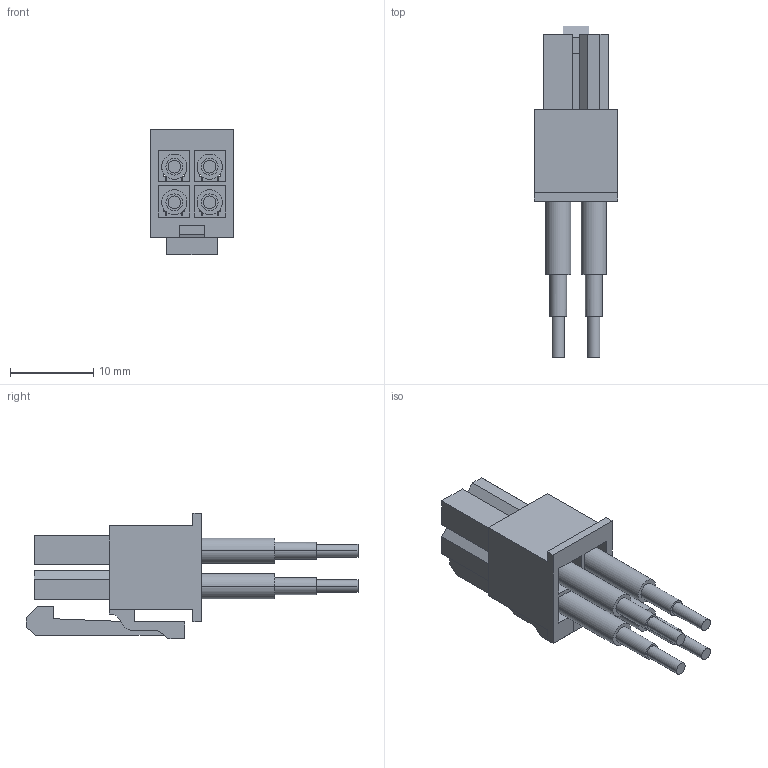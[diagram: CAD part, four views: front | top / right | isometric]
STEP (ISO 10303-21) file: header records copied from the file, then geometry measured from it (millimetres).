
FILE_DESCRIPTION (( 'STEP AP214' ), '1' );
FILE_NAME ('ATX-12V-4-Pin.STEP', '2015-07-22T07:44:34', ( '' ), ( '' ), 'SwSTEP 2.0', 'SolidWorks 2015', '' );
FILE_SCHEMA (( 'AUTOMOTIVE_DESIGN' ));
Length unit declared in the file: millimetre
Products named in the file (13): ATX-Main-24-Pin-crimp; ATX-12V-4-Pin-Body; ATX-12V-4-Pin; Kabelstueck-750痠
Assembly tree (9 placements, depth 2):
  ATX-Main-24-Pin-crimp
  ATX-Main-24-Pin-crimp
  ATX-Main-24-Pin-crimp
  ATX-12V-4-Pin-Body
  ATX-12V-4-Pin
    ATX-12V-4-Pin-Body
    ATX-Main-24-Pin-crimp  x4
    Kabelstueck-750痠  x4
Bounding box: 10 x 39.77 x 15 mm (x, y, z)
Volume: 1447.8 mm3; surface area: 5420.6 mm2
Topology: 17 solids, 17 shells, 815 faces, 1861 edges, 1066 vertices
Faces by surface type: plane 547, cylinder 252, cone 16
Entity records: 8829 total; most frequent: CARTESIAN_POINT 1514, DIRECTION 1405, ORIENTED_EDGE 1370, EDGE_CURVE 685, LINE 535, VECTOR 535, AXIS2_PLACEMENT_3D 435, VERTEX_POINT 412
